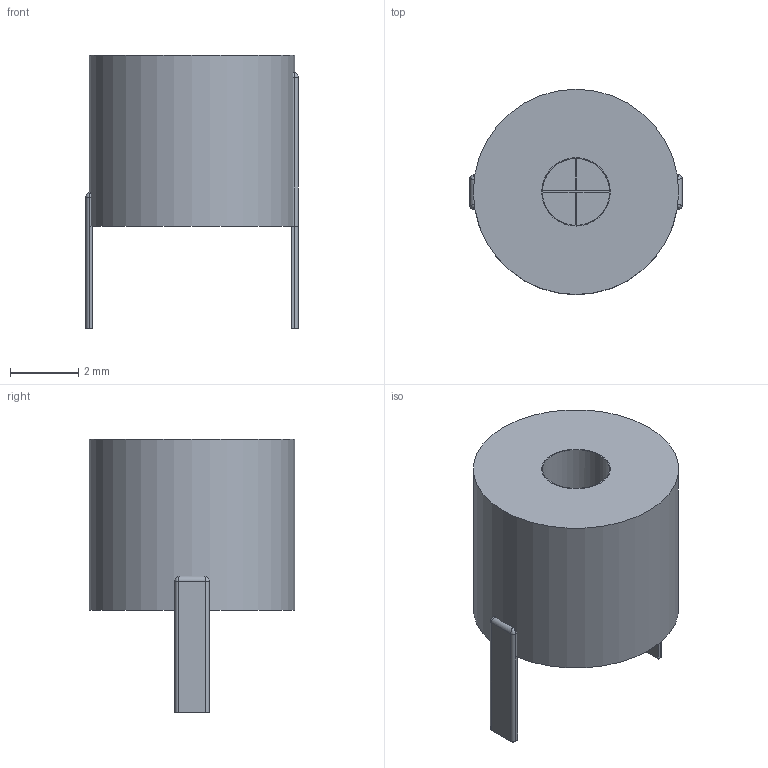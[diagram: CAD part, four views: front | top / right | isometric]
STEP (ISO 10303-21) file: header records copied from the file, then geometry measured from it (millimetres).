
FILE_DESCRIPTION(/* description */ (''),/* implementation_level */ '2;1');
FILE_NAME(/* name */ '6-30pF capacitor v1.step',/* time_stamp */ '2021-05-19T09:58:04+03:00',/* author */ (''),/* organization */ (''),/* preprocessor_version */ 'ST-DEVELOPER v18.1',/* originating_system */ 'Autodesk Translation Framework v10.6.0.1341',/* authorisation */ '');
FILE_SCHEMA (('AUTOMOTIVE_DESIGN { 1 0 10303 214 3 1 1 }'));
Length unit declared in the file: millimetre
Products named in the file (1): 6-30pF capacitor
Bounding box: 6.2 x 6 x 8 mm (x, y, z)
Volume: 134.6 mm3; surface area: 240.5 mm2
Topology: 5 solids, 5 shells, 65 faces, 149 edges, 91 vertices
Faces by surface type: plane 45, cylinder 16, bspline 4
Full cylindrical faces by diameter (mm): 1.96 x1, 2 x2, 6 x1
Entity records: 1895 total; most frequent: CARTESIAN_POINT 378, DIRECTION 310, ORIENTED_EDGE 290, EDGE_CURVE 145, LINE 104, VECTOR 104, AXIS2_PLACEMENT_3D 103, VERTEX_POINT 91
